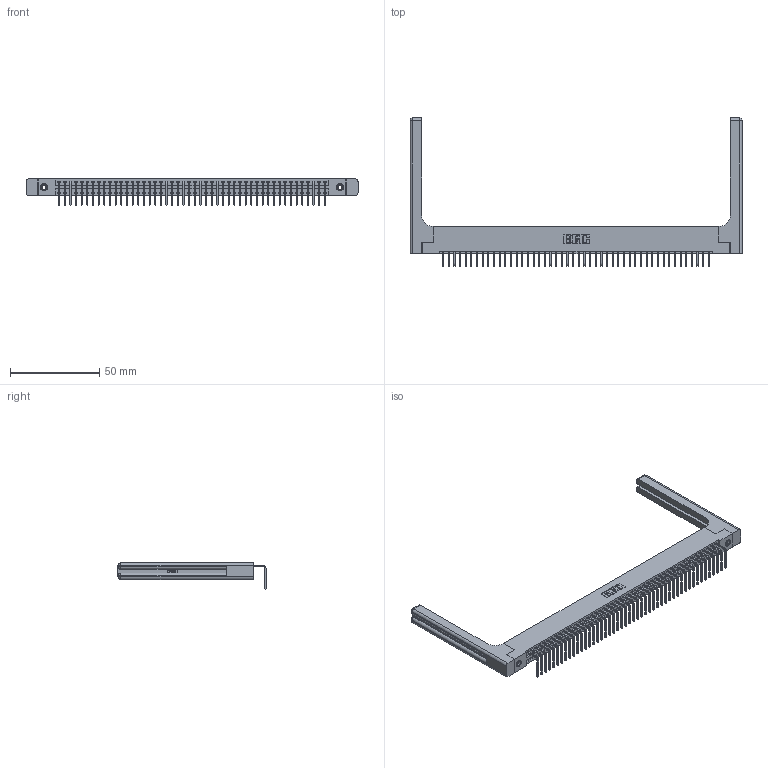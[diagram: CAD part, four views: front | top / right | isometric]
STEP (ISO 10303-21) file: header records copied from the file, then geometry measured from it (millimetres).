
FILE_DESCRIPTION (( 'STEP AP203' ), '1' );
FILE_NAME ('346-048-558-158.STEP', '2022-05-10T00:10:14', ( '' ), ( '' ), 'SwSTEP 2.0', 'SolidWorks 2020', '' );
FILE_SCHEMA (( 'CONFIG_CONTROL_DESIGN' ));
Length unit declared in the file: inch
Products named in the file (5): 346-048-558-158; 345-292-001_558 Tail - 2; 346 Part_Flush Mounting Lugs - 0.156 Dia-TH; 345-250-001_345-250-001-102; 346-220-058_345-220-058
Assembly tree (53 placements, depth 2):
  346-048-558-158
    346 Part_Flush Mounting Lugs - 0.156 Dia-TH
    345-292-001_558 Tail - 2  x48
    345-250-001_345-250-001-102  x2
    346-220-058_345-220-058  x2
Bounding box: 186.46 x 83.12 x 14.73 mm (x, y, z)
Volume: 25550 mm3; surface area: 28757.9 mm2
Topology: 53 solids, 53 shells, 3272 faces, 9767 edges, 6426 vertices
Faces by surface type: plane 2254, cylinder 958, bspline 36, cone 12, sphere 8, torus 4
Entity records: 34664 total; most frequent: CARTESIAN_POINT 6923, ORIENTED_EDGE 5700, DIRECTION 5030, EDGE_CURVE 2850, LINE 2434, VECTOR 2434, VERTEX_POINT 1890, AXIS2_PLACEMENT_3D 1298
